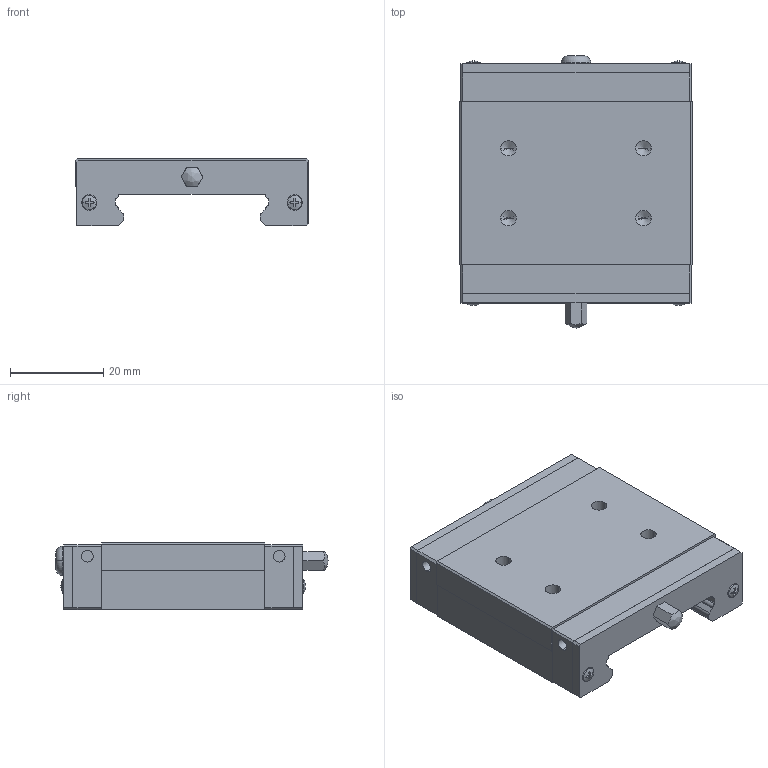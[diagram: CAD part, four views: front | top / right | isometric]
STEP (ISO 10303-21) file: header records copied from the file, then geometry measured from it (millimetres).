
FILE_DESCRIPTION(/* description */ ('Alibre Inc.'),/* implementation_level */ '2;1');
FILE_NAME(/* name */ 'export-DE2E5A22-1905-4A5E-948E-EC1474583889',/* time_stamp */ '2024-08-11T11:41:29+02:00',/* author */ (''),/* organization */ (''),/* preprocessor_version */ 'ST-DEVELOPER v17',/* originating_system */ 'Alibre',/* authorisation */ '');
FILE_SCHEMA (('AUTOMOTIVE_DESIGN'));
Length unit declared in the file: millimetre
Products named in the file (1): WEH17CAZ0H_FILE
Bounding box: 50 x 58.45 x 14.5 mm (x, y, z)
Volume: 25556.6 mm3; surface area: 9051.8 mm2
Topology: 1 solids, 5 shells, 241 faces, 626 edges, 406 vertices
Faces by surface type: plane 146, cylinder 64, cone 28, torus 2, bspline 1
Entity records: 7269 total; most frequent: CARTESIAN_POINT 1446, ORIENTED_EDGE 1236, DIRECTION 1032, EDGE_CURVE 618, VECTOR 412, LINE 412, VERTEX_POINT 406, AXIS2_PLACEMENT_3D 384
